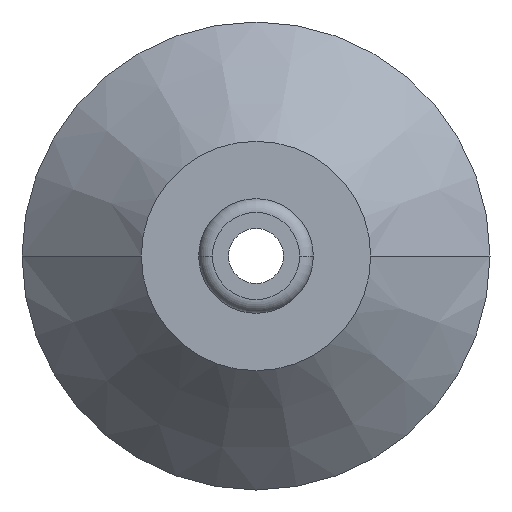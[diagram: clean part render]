
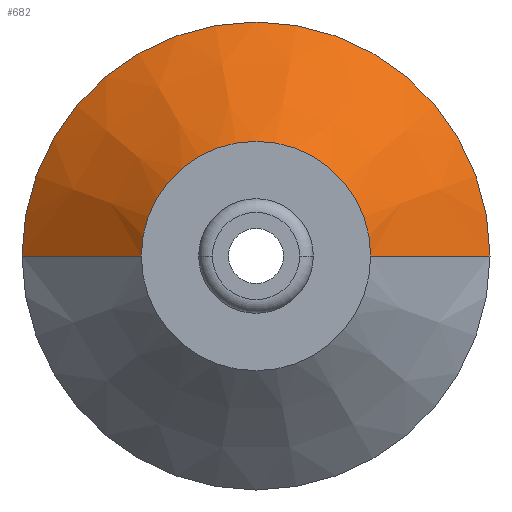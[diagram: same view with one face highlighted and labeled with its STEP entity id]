
A CAD part, left-side view. The second image highlights one B-rep face of the part: STEP entity #682.
In plain terms, the highlighted conical face has half-angle 46.123 degrees and reference radius 4.826 mm.
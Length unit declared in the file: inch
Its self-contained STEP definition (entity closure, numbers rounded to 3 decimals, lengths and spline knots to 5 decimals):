
#214=CARTESIAN_POINT('',(0.145,0.,0.));
#215=DIRECTION('',(1.,0.,0.));
#216=DIRECTION('',(0.,1.,0.));
#217=AXIS2_PLACEMENT_3D('',#214,#215,#216);
#219=DIRECTION('',(-0.693,-0.721,0.));
#220=VECTOR('',#219,0.18035);
#221=CARTESIAN_POINT('',(0.145,0.255,0.));
#222=LINE('',#221,#220);
#223=DIRECTION('',(-0.693,0.721,0.));
#224=VECTOR('',#223,0.18035);
#225=CARTESIAN_POINT('',(0.145,-0.255,0.));
#226=LINE('',#225,#224);
#245=CARTESIAN_POINT('',(0.02,0.,0.));
#246=DIRECTION('',(1.,0.,0.));
#247=DIRECTION('',(0.,1.,0.));
#248=AXIS2_PLACEMENT_3D('',#245,#246,#247);
#433=CARTESIAN_POINT('',(0.145,0.255,0.));
#435=VERTEX_POINT('',#433);
#436=CARTESIAN_POINT('',(0.02,0.125,0.));
#437=VERTEX_POINT('',#436);
#447=CARTESIAN_POINT('',(0.145,-0.255,0.));
#449=VERTEX_POINT('',#447);
#450=CARTESIAN_POINT('',(0.02,-0.125,0.));
#451=VERTEX_POINT('',#450);
#668=CARTESIAN_POINT('',(0.0825,0.,0.));
#669=DIRECTION('',(1.,0.,0.));
#670=DIRECTION('',(0.,-1.,0.));
#671=AXIS2_PLACEMENT_3D('',#668,#669,#670);
#672=CONICAL_SURFACE('',#671,0.19,46.123);
#674=ORIENTED_EDGE('',*,*,#673,.F.);
#675=ORIENTED_EDGE('',*,*,#663,.T.);
#677=ORIENTED_EDGE('',*,*,#676,.T.);
#679=ORIENTED_EDGE('',*,*,#678,.F.);
#680=EDGE_LOOP('',(#674,#675,#677,#679));
#681=FACE_OUTER_BOUND('',#680,.F.);
#682=ADVANCED_FACE('',(#681),#672,.T.);
#218=CIRCLE('',#217,0.255);
#249=CIRCLE('',#248,0.125);
#663=EDGE_CURVE('',#435,#449,#218,.T.);
#673=EDGE_CURVE('',#435,#437,#222,.T.);
#676=EDGE_CURVE('',#449,#451,#226,.T.);
#678=EDGE_CURVE('',#437,#451,#249,.T.);
